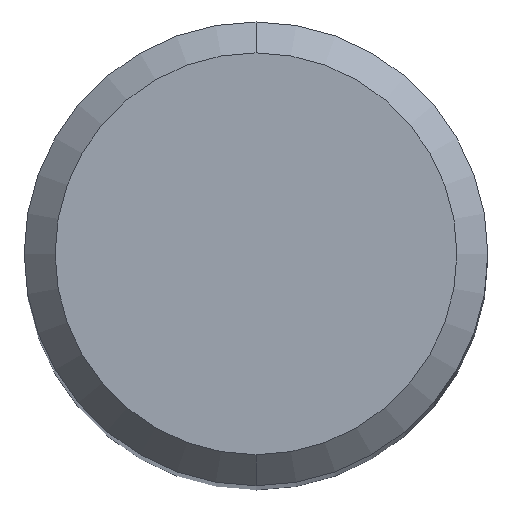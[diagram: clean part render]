
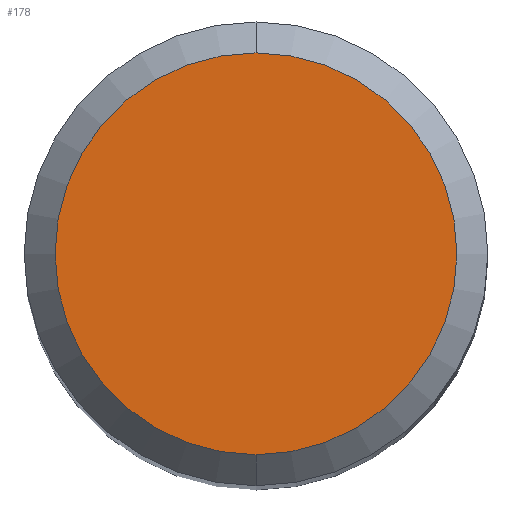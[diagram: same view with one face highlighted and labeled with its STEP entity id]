
A CAD part, top view. The second image highlights one B-rep face of the part: STEP entity #178.
In plain terms, the highlighted planar face has unit normal (0, 0, 1).
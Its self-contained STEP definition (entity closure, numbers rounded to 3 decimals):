
#108=EDGE_CURVE('',#204,#112,#247,.T.);
#112=VERTEX_POINT('',#251);
#128=EDGE_CURVE('',#112,#204,#268,.T.);
#178=ADVANCED_FACE('',(#326),#327,.T.);
#204=VERTEX_POINT('',#356);
#247=CIRCLE('',#395,2.6);
#251=CARTESIAN_POINT('',(0.,-2.6,0.0));
#268=CIRCLE('',#424,2.6);
#326=FACE_OUTER_BOUND('',#499,.T.);
#327=PLANE('',#500);
#356=CARTESIAN_POINT('',(0.0,2.6,0.0));
#395=AXIS2_PLACEMENT_3D('',#559,#560,#561);
#424=AXIS2_PLACEMENT_3D('',#583,#584,#585);
#499=EDGE_LOOP('',(#660,#661));
#500=AXIS2_PLACEMENT_3D('',#662,#663,#664);
#559=CARTESIAN_POINT('',(0.0,0.0,0.0));
#560=DIRECTION('',(0.0,0.0,-1.0));
#561=DIRECTION('',(0.0,1.0,0.0));
#583=CARTESIAN_POINT('',(0.0,0.0,0.0));
#584=DIRECTION('',(0.0,0.0,-1.0));
#585=DIRECTION('',(0.0,1.0,0.0));
#660=ORIENTED_EDGE('',*,*,#108,.F.);
#661=ORIENTED_EDGE('',*,*,#128,.F.);
#662=CARTESIAN_POINT('',(0.0,1.3,0.0));
#663=DIRECTION('',(-0.0,0.0,1.0));
#664=DIRECTION('',(0.0,-1.0,0.0));
